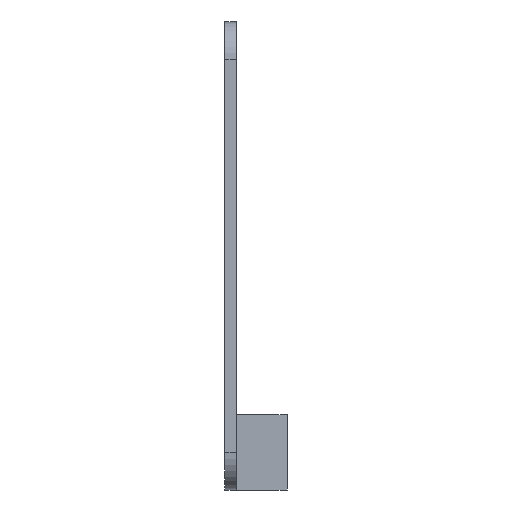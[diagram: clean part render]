
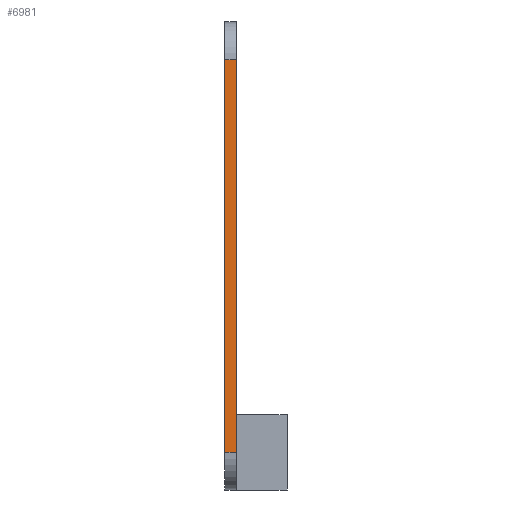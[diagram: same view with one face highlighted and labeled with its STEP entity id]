
A CAD part, left-side view. The second image highlights one B-rep face of the part: STEP entity #6981.
In plain terms, the highlighted planar face has unit normal (-1, 0, 0).
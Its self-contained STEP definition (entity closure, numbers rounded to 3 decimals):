
#1134=FACE_OUTER_BOUND('',#1534,.T.);
#1534=EDGE_LOOP('',(#6322,#6323,#6324,#6325));
#1598=LINE('',#8204,#2146);
#2072=LINE('',#13984,#2620);
#2073=LINE('',#13987,#2621);
#2074=LINE('',#13988,#2622);
#2146=VECTOR('',#7262,10.);
#2620=VECTOR('',#7978,10.);
#2621=VECTOR('',#7981,10.);
#2622=VECTOR('',#7982,10.);
#2693=VERTEX_POINT('',#8201);
#2694=VERTEX_POINT('',#8203);
#3339=VERTEX_POINT('',#13982);
#3340=VERTEX_POINT('',#13986);
#3397=EDGE_CURVE('',#2693,#2694,#1598,.T.);
#4348=EDGE_CURVE('',#2694,#3339,#2072,.T.);
#4349=EDGE_CURVE('',#3340,#2693,#2073,.T.);
#4350=EDGE_CURVE('',#3339,#3340,#2074,.T.);
#6322=ORIENTED_EDGE('',*,*,#4348,.F.);
#6323=ORIENTED_EDGE('',*,*,#3397,.F.);
#6324=ORIENTED_EDGE('',*,*,#4349,.F.);
#6325=ORIENTED_EDGE('',*,*,#4350,.F.);
#6631=PLANE('',#7166);
#6981=ADVANCED_FACE('',(#1134),#6631,.T.);
#7166=AXIS2_PLACEMENT_3D('',#13985,#7979,#7980);
#7262=DIRECTION('',(0.,0.,-1.));
#7978=DIRECTION('',(0.,1.,0.));
#7979=DIRECTION('center_axis',(-1.,0.,0.));
#7980=DIRECTION('ref_axis',(0.,0.,1.));
#7981=DIRECTION('',(0.,-1.,0.));
#7982=DIRECTION('',(0.,0.,1.));
#8201=CARTESIAN_POINT('',(-11.775,0.,63.925));
#8203=CARTESIAN_POINT('',(-11.775,0.,11.925));
#8204=CARTESIAN_POINT('',(-11.775,0.,68.925));
#13982=CARTESIAN_POINT('',(-11.775,1.5,11.925));
#13984=CARTESIAN_POINT('',(-11.775,0.,11.925));
#13985=CARTESIAN_POINT('Origin',(-11.775,0.,6.925));
#13986=CARTESIAN_POINT('',(-11.775,1.5,63.925));
#13987=CARTESIAN_POINT('',(-11.775,0.,63.925));
#13988=CARTESIAN_POINT('',(-11.775,1.5,68.925));
